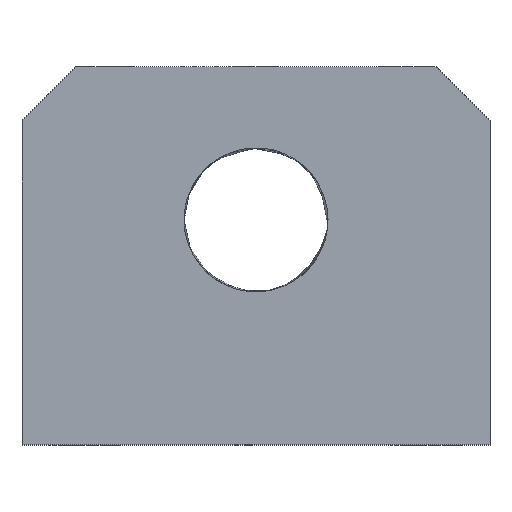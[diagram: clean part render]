
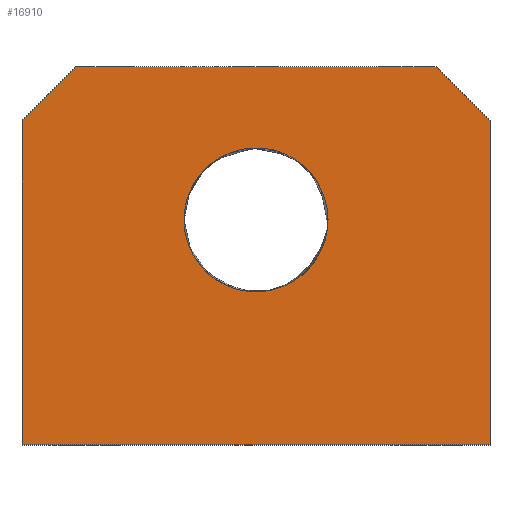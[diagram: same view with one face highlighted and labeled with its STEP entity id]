
A CAD part, top view. The second image highlights one B-rep face of the part: STEP entity #16910.
In plain terms, the highlighted free-form (B-spline) face has degree [1, 1] with [2, 2] control points.
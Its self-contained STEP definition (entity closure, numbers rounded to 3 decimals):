
#3310 = CARTESIAN_POINT ('', (20., 42., 24.));
#3320 = VERTEX_POINT ('', #3310);
#3330 = CARTESIAN_POINT ('', (-20., 42., 24.));
#3340 = VERTEX_POINT ('', #3330);
#3350 = CARTESIAN_POINT ('', (20., 42., 24.));
#3360 = CARTESIAN_POINT ('', (-20., 42., 24.));
#3370 = B_SPLINE_CURVE_WITH_KNOTS ('', 1, (#3350, #3360), .UNSPECIFIED., .F., .U., (2, 2), (0., 1.), .UNSPECIFIED.);
#3380 = EDGE_CURVE ('', #3320, #3340, #3370, .T.);
#4900 = CARTESIAN_POINT ('', (26., 36., 24.));
#4910 = VERTEX_POINT ('', #4900);
#4920 = CARTESIAN_POINT ('', (26., 36., 24.));
#4930 = CARTESIAN_POINT ('', (24., 38., 24.));
#4940 = CARTESIAN_POINT ('', (22., 40., 24.));
#4950 = CARTESIAN_POINT ('', (20., 42., 24.));
#4960 = B_SPLINE_CURVE_WITH_KNOTS ('', 3, (#4920, #4930, #4940, #4950), .UNSPECIFIED., .F., .U., (4, 4), (0., 1.), .UNSPECIFIED.);
#4970 = EDGE_CURVE ('', #4910, #3320, #4960, .T.);
#8170 = CARTESIAN_POINT ('', (26., 0., 24.));
#8180 = VERTEX_POINT ('', #8170);
#8240 = CARTESIAN_POINT ('', (-26., 0., 24.));
#8250 = VERTEX_POINT ('', #8240);
#8260 = CARTESIAN_POINT ('', (26., 0., 24.));
#8270 = CARTESIAN_POINT ('', (-26., 0., 24.));
#8280 = B_SPLINE_CURVE_WITH_KNOTS ('', 1, (#8260, #8270), .UNSPECIFIED., .F., .U., (2, 2), (0., 1.), .UNSPECIFIED.);
#8290 = EDGE_CURVE ('', #8180, #8250, #8280, .T.);
#11820 = CARTESIAN_POINT ('', (-26., 36., 24.));
#11830 = VERTEX_POINT ('', #11820);
#11840 = CARTESIAN_POINT ('', (-26., 36., 24.));
#11850 = CARTESIAN_POINT ('', (-20., 42., 24.));
#11860 = B_SPLINE_CURVE_WITH_KNOTS ('', 1, (#11840, #11850), .UNSPECIFIED., .F., .U., (2, 2), (0., 1.), .UNSPECIFIED.);
#11870 = EDGE_CURVE ('', #11830, #3340, #11860, .T.);
#12570 = CARTESIAN_POINT ('', (8., 25., 24.));
#12580 = VERTEX_POINT ('', #12570);
#12590 = CARTESIAN_POINT ('', (-8., 25., 24.));
#12600 = VERTEX_POINT ('', #12590);
#12610 = CARTESIAN_POINT ('', (8., 25., 24.));
#12620 = CARTESIAN_POINT ('', (8., 41., 24.));
#12630 = CARTESIAN_POINT ('', (-8., 41., 24.));
#12640 = CARTESIAN_POINT ('', (-8., 25., 24.));
#12650 = (
   BOUNDED_CURVE ()
   B_SPLINE_CURVE (3, (#12610, #12620, #12630, #12640), .UNSPECIFIED., .F., .U.)
   B_SPLINE_CURVE_WITH_KNOTS ((4, 4), (0., 1.), .UNSPECIFIED.)
   CURVE ()
   GEOMETRIC_REPRESENTATION_ITEM ()
   RATIONAL_B_SPLINE_CURVE ((1., 0.333, 0.333, 1.))
   REPRESENTATION_ITEM ('')
);
#12660 = EDGE_CURVE ('', #12580, #12600, #12650, .T.);
#12760 = CARTESIAN_POINT ('', (-8., 25., 24.));
#12770 = CARTESIAN_POINT ('', (-8., 9., 24.));
#12780 = CARTESIAN_POINT ('', (8., 9., 24.));
#12790 = CARTESIAN_POINT ('', (8., 25., 24.));
#12800 = (
   BOUNDED_CURVE ()
   B_SPLINE_CURVE (3, (#12760, #12770, #12780, #12790), .UNSPECIFIED., .F., .U.)
   B_SPLINE_CURVE_WITH_KNOTS ((4, 4), (0., 1.), .UNSPECIFIED.)
   CURVE ()
   GEOMETRIC_REPRESENTATION_ITEM ()
   RATIONAL_B_SPLINE_CURVE ((1., 0.333, 0.333, 1.))
   REPRESENTATION_ITEM ('')
);
#12810 = EDGE_CURVE ('', #12600, #12580, #12800, .T.);
#16660 = ORIENTED_EDGE ('', *, *, #3380, .T.);
#16670 = ORIENTED_EDGE ('', *, *, #11870, .F.);
#16680 = CARTESIAN_POINT ('', (-26., 36., 24.));
#16690 = CARTESIAN_POINT ('', (-26., 0., 24.));
#16700 = B_SPLINE_CURVE_WITH_KNOTS ('', 1, (#16680, #16690), .UNSPECIFIED., .F., .U., (2, 2), (0., 1.), .UNSPECIFIED.);
#16710 = EDGE_CURVE ('', #11830, #8250, #16700, .T.);
#16720 = ORIENTED_EDGE ('', *, *, #16710, .T.);
#16730 = ORIENTED_EDGE ('', *, *, #8290, .F.);
#16740 = CARTESIAN_POINT ('', (26., 0., 24.));
#16750 = CARTESIAN_POINT ('', (26., 36., 24.));
#16760 = B_SPLINE_CURVE_WITH_KNOTS ('', 1, (#16740, #16750), .UNSPECIFIED., .F., .U., (2, 2), (0., 1.), .UNSPECIFIED.);
#16770 = EDGE_CURVE ('', #8180, #4910, #16760, .T.);
#16780 = ORIENTED_EDGE ('', *, *, #16770, .T.);
#16790 = ORIENTED_EDGE ('', *, *, #4970, .T.);
#16800 = EDGE_LOOP ('', (#16660, #16670, #16720, #16730, #16780, #16790));
#16810 = FACE_OUTER_BOUND ('', #16800, .T.);
#16820 = ORIENTED_EDGE ('', *, *, #12660, .F.);
#16830 = ORIENTED_EDGE ('', *, *, #12810, .F.);
#16840 = EDGE_LOOP ('', (#16820, #16830));
#16850 = FACE_BOUND ('', #16840, .T.);
#16860 = CARTESIAN_POINT ('', (-26., 0., 24.));
#16870 = CARTESIAN_POINT ('', (-26., 42., 24.));
#16880 = CARTESIAN_POINT ('', (26., 0., 24.));
#16890 = CARTESIAN_POINT ('', (26., 42., 24.));
#16900 = B_SPLINE_SURFACE_WITH_KNOTS ('', 1, 1, ((#16860, #16870), (#16880, #16890)), .UNSPECIFIED., .F., .F., .U., (2, 2), (2, 2), (0., 1.), (0., 1.), .UNSPECIFIED.);
#16910 = ADVANCED_FACE ('', (#16810, #16850), #16900, .T.);
